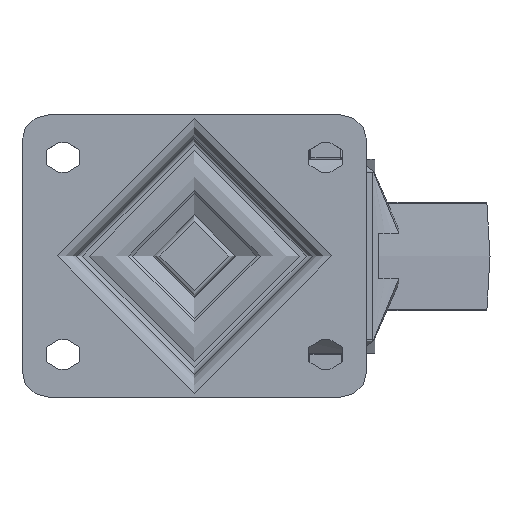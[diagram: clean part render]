
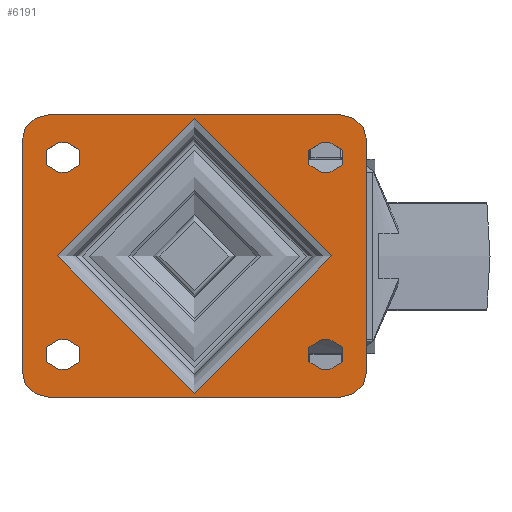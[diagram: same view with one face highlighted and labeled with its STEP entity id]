
A CAD part, top view. The second image highlights one B-rep face of the part: STEP entity #6191.
In plain terms, the highlighted planar face has unit normal (0, 0, 1).
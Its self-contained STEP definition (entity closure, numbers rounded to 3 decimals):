
#381=FACE_BOUND('',#1087,.T.);
#382=FACE_BOUND('',#1088,.T.);
#383=FACE_BOUND('',#1089,.T.);
#384=FACE_BOUND('',#1090,.T.);
#385=FACE_BOUND('',#1091,.T.);
#440=PLANE('',#6766);
#699=FACE_OUTER_BOUND('',#1086,.T.);
#1086=EDGE_LOOP('',(#4364,#4365,#4366,#4367,#4368,#4369,#4370,#4371));
#1087=EDGE_LOOP('',(#4372));
#1088=EDGE_LOOP('',(#4373,#4374,#4375,#4376));
#1089=EDGE_LOOP('',(#4377,#4378,#4379,#4380));
#1090=EDGE_LOOP('',(#4381,#4382,#4383,#4384));
#1091=EDGE_LOOP('',(#4385,#4386,#4387,#4388));
#1553=LINE('',#9300,#2022);
#1555=LINE('',#9303,#2024);
#1556=LINE('',#9304,#2025);
#1557=LINE('',#9305,#2026);
#1558=LINE('',#9306,#2027);
#1559=LINE('',#9307,#2028);
#1560=LINE('',#9308,#2029);
#1561=LINE('',#9309,#2030);
#1562=LINE('',#9310,#2031);
#1563=LINE('',#9311,#2032);
#1564=LINE('',#9312,#2033);
#1565=LINE('',#9313,#2034);
#2022=VECTOR('',#7574,1000.);
#2024=VECTOR('',#7578,1000.);
#2025=VECTOR('',#7579,1000.);
#2026=VECTOR('',#7580,1000.);
#2027=VECTOR('',#7581,1000.);
#2028=VECTOR('',#7582,1000.);
#2029=VECTOR('',#7583,1000.);
#2030=VECTOR('',#7584,1000.);
#2031=VECTOR('',#7585,1000.);
#2032=VECTOR('',#7586,1000.);
#2033=VECTOR('',#7587,1000.);
#2034=VECTOR('',#7588,1000.);
#2435=CIRCLE('',#6668,4.5);
#2436=CIRCLE('',#6670,4.5);
#2439=CIRCLE('',#6674,4.5);
#2440=CIRCLE('',#6676,4.5);
#2443=CIRCLE('',#6680,4.5);
#2444=CIRCLE('',#6682,4.5);
#2447=CIRCLE('',#6686,4.5);
#2448=CIRCLE('',#6688,4.5);
#2450=CIRCLE('',#6691,41.75);
#2463=CIRCLE('',#6711,8.);
#2465=CIRCLE('',#6714,8.);
#2467=CIRCLE('',#6717,8.);
#2469=CIRCLE('',#6720,8.);
#2667=VERTEX_POINT('',#9031);
#2668=VERTEX_POINT('',#9033);
#2669=VERTEX_POINT('',#9037);
#2670=VERTEX_POINT('',#9038);
#2675=VERTEX_POINT('',#9049);
#2676=VERTEX_POINT('',#9051);
#2677=VERTEX_POINT('',#9055);
#2678=VERTEX_POINT('',#9056);
#2683=VERTEX_POINT('',#9067);
#2684=VERTEX_POINT('',#9069);
#2685=VERTEX_POINT('',#9073);
#2686=VERTEX_POINT('',#9074);
#2691=VERTEX_POINT('',#9085);
#2692=VERTEX_POINT('',#9087);
#2693=VERTEX_POINT('',#9091);
#2694=VERTEX_POINT('',#9092);
#2697=VERTEX_POINT('',#9100);
#2706=VERTEX_POINT('',#9132);
#2707=VERTEX_POINT('',#9133);
#2710=VERTEX_POINT('',#9141);
#2711=VERTEX_POINT('',#9142);
#2714=VERTEX_POINT('',#9150);
#2715=VERTEX_POINT('',#9151);
#2718=VERTEX_POINT('',#9159);
#2719=VERTEX_POINT('',#9160);
#3259=EDGE_CURVE('',#2668,#2667,#2435,.T.);
#3261=EDGE_CURVE('',#2669,#2670,#2436,.T.);
#3267=EDGE_CURVE('',#2676,#2675,#2439,.T.);
#3269=EDGE_CURVE('',#2677,#2678,#2440,.T.);
#3275=EDGE_CURVE('',#2684,#2683,#2443,.T.);
#3277=EDGE_CURVE('',#2685,#2686,#2444,.T.);
#3283=EDGE_CURVE('',#2692,#2691,#2447,.T.);
#3285=EDGE_CURVE('',#2693,#2694,#2448,.T.);
#3289=EDGE_CURVE('',#2697,#2697,#2450,.T.);
#3305=EDGE_CURVE('',#2706,#2707,#2463,.T.);
#3309=EDGE_CURVE('',#2710,#2711,#2465,.T.);
#3313=EDGE_CURVE('',#2714,#2715,#2467,.T.);
#3317=EDGE_CURVE('',#2718,#2719,#2469,.T.);
#3389=EDGE_CURVE('',#2719,#2706,#1553,.T.);
#3391=EDGE_CURVE('',#2715,#2718,#1555,.T.);
#3392=EDGE_CURVE('',#2711,#2714,#1556,.T.);
#3393=EDGE_CURVE('',#2707,#2710,#1557,.T.);
#3394=EDGE_CURVE('',#2667,#2669,#1558,.T.);
#3395=EDGE_CURVE('',#2670,#2668,#1559,.T.);
#3396=EDGE_CURVE('',#2675,#2677,#1560,.T.);
#3397=EDGE_CURVE('',#2678,#2676,#1561,.T.);
#3398=EDGE_CURVE('',#2683,#2685,#1562,.T.);
#3399=EDGE_CURVE('',#2686,#2684,#1563,.T.);
#3400=EDGE_CURVE('',#2691,#2693,#1564,.T.);
#3401=EDGE_CURVE('',#2694,#2692,#1565,.T.);
#4364=ORIENTED_EDGE('',*,*,#3317,.F.);
#4365=ORIENTED_EDGE('',*,*,#3391,.F.);
#4366=ORIENTED_EDGE('',*,*,#3313,.F.);
#4367=ORIENTED_EDGE('',*,*,#3392,.F.);
#4368=ORIENTED_EDGE('',*,*,#3309,.F.);
#4369=ORIENTED_EDGE('',*,*,#3393,.F.);
#4370=ORIENTED_EDGE('',*,*,#3305,.F.);
#4371=ORIENTED_EDGE('',*,*,#3389,.F.);
#4372=ORIENTED_EDGE('',*,*,#3289,.F.);
#4373=ORIENTED_EDGE('',*,*,#3394,.T.);
#4374=ORIENTED_EDGE('',*,*,#3261,.T.);
#4375=ORIENTED_EDGE('',*,*,#3395,.T.);
#4376=ORIENTED_EDGE('',*,*,#3259,.T.);
#4377=ORIENTED_EDGE('',*,*,#3396,.T.);
#4378=ORIENTED_EDGE('',*,*,#3269,.T.);
#4379=ORIENTED_EDGE('',*,*,#3397,.T.);
#4380=ORIENTED_EDGE('',*,*,#3267,.T.);
#4381=ORIENTED_EDGE('',*,*,#3398,.T.);
#4382=ORIENTED_EDGE('',*,*,#3277,.T.);
#4383=ORIENTED_EDGE('',*,*,#3399,.T.);
#4384=ORIENTED_EDGE('',*,*,#3275,.T.);
#4385=ORIENTED_EDGE('',*,*,#3400,.T.);
#4386=ORIENTED_EDGE('',*,*,#3285,.T.);
#4387=ORIENTED_EDGE('',*,*,#3401,.T.);
#4388=ORIENTED_EDGE('',*,*,#3283,.T.);
#6191=ADVANCED_FACE('',(#699,#381,#382,#383,#384,#385),#440,.T.);
#6668=AXIS2_PLACEMENT_3D('',#9034,#7316,#7317);
#6670=AXIS2_PLACEMENT_3D('',#9039,#7321,#7322);
#6674=AXIS2_PLACEMENT_3D('',#9052,#7332,#7333);
#6676=AXIS2_PLACEMENT_3D('',#9057,#7337,#7338);
#6680=AXIS2_PLACEMENT_3D('',#9070,#7348,#7349);
#6682=AXIS2_PLACEMENT_3D('',#9075,#7353,#7354);
#6686=AXIS2_PLACEMENT_3D('',#9088,#7364,#7365);
#6688=AXIS2_PLACEMENT_3D('',#9093,#7369,#7370);
#6691=AXIS2_PLACEMENT_3D('',#9101,#7377,#7378);
#6711=AXIS2_PLACEMENT_3D('',#9134,#7420,#7421);
#6714=AXIS2_PLACEMENT_3D('',#9143,#7428,#7429);
#6717=AXIS2_PLACEMENT_3D('',#9152,#7436,#7437);
#6720=AXIS2_PLACEMENT_3D('',#9161,#7444,#7445);
#6766=AXIS2_PLACEMENT_3D('',#9302,#7576,#7577);
#7316=DIRECTION('center_axis',(0.,0.,-1.));
#7317=DIRECTION('ref_axis',(-1.,0.,0.));
#7321=DIRECTION('center_axis',(0.,0.,-1.));
#7322=DIRECTION('ref_axis',(-1.,0.,0.));
#7332=DIRECTION('center_axis',(0.,0.,-1.));
#7333=DIRECTION('ref_axis',(-1.,0.,0.));
#7337=DIRECTION('center_axis',(0.,0.,-1.));
#7338=DIRECTION('ref_axis',(-1.,0.,0.));
#7348=DIRECTION('center_axis',(0.,0.,-1.));
#7349=DIRECTION('ref_axis',(1.,0.,0.));
#7353=DIRECTION('center_axis',(0.,0.,-1.));
#7354=DIRECTION('ref_axis',(1.,0.,0.));
#7364=DIRECTION('center_axis',(0.,0.,-1.));
#7365=DIRECTION('ref_axis',(1.,0.,0.));
#7369=DIRECTION('center_axis',(0.,0.,-1.));
#7370=DIRECTION('ref_axis',(1.,0.,0.));
#7377=DIRECTION('center_axis',(0.,0.,1.));
#7378=DIRECTION('ref_axis',(1.,0.,0.));
#7420=DIRECTION('center_axis',(0.,0.,-1.));
#7421=DIRECTION('ref_axis',(-0.707,0.707,0.));
#7428=DIRECTION('center_axis',(0.,0.,-1.));
#7429=DIRECTION('ref_axis',(0.707,0.707,0.));
#7436=DIRECTION('center_axis',(0.,0.,-1.));
#7437=DIRECTION('ref_axis',(0.707,-0.707,0.));
#7444=DIRECTION('center_axis',(0.,0.,-1.));
#7445=DIRECTION('ref_axis',(-0.707,-0.707,0.));
#7574=DIRECTION('',(0.,1.,0.));
#7576=DIRECTION('center_axis',(0.,0.,1.));
#7577=DIRECTION('ref_axis',(1.,0.,0.));
#7578=DIRECTION('',(-1.,0.,0.));
#7579=DIRECTION('',(0.,-1.,0.));
#7580=DIRECTION('',(1.,0.,0.));
#7581=DIRECTION('',(-1.,0.,0.));
#7582=DIRECTION('',(1.,0.,0.));
#7583=DIRECTION('',(-1.,0.,0.));
#7584=DIRECTION('',(1.,0.,0.));
#7585=DIRECTION('',(1.,0.,0.));
#7586=DIRECTION('',(-1.,0.,0.));
#7587=DIRECTION('',(1.,0.,0.));
#7588=DIRECTION('',(-1.,0.,0.));
#9031=CARTESIAN_POINT('',(41.25,-34.5,0.));
#9033=CARTESIAN_POINT('',(41.25,-25.5,0.));
#9034=CARTESIAN_POINT('Origin',(41.25,-30.,0.));
#9037=CARTESIAN_POINT('',(38.75,-34.5,0.));
#9038=CARTESIAN_POINT('',(38.75,-25.5,0.));
#9039=CARTESIAN_POINT('Origin',(38.75,-30.,0.));
#9049=CARTESIAN_POINT('',(41.25,25.5,0.));
#9051=CARTESIAN_POINT('',(41.25,34.5,0.));
#9052=CARTESIAN_POINT('Origin',(41.25,30.,0.));
#9055=CARTESIAN_POINT('',(38.75,25.5,0.));
#9056=CARTESIAN_POINT('',(38.75,34.5,0.));
#9057=CARTESIAN_POINT('Origin',(38.75,30.,0.));
#9067=CARTESIAN_POINT('',(-41.25,-25.5,0.));
#9069=CARTESIAN_POINT('',(-41.25,-34.5,0.));
#9070=CARTESIAN_POINT('Origin',(-41.25,-30.,0.));
#9073=CARTESIAN_POINT('',(-38.75,-25.5,0.));
#9074=CARTESIAN_POINT('',(-38.75,-34.5,0.));
#9075=CARTESIAN_POINT('Origin',(-38.75,-30.,0.));
#9085=CARTESIAN_POINT('',(-41.25,34.5,0.));
#9087=CARTESIAN_POINT('',(-41.25,25.5,0.));
#9088=CARTESIAN_POINT('Origin',(-41.25,30.,0.));
#9091=CARTESIAN_POINT('',(-38.75,34.5,0.));
#9092=CARTESIAN_POINT('',(-38.75,25.5,0.));
#9093=CARTESIAN_POINT('Origin',(-38.75,30.,0.));
#9100=CARTESIAN_POINT('',(41.75,0.,0.));
#9101=CARTESIAN_POINT('Origin',(0.,0.,0.));
#9132=CARTESIAN_POINT('',(-52.5,35.,0.));
#9133=CARTESIAN_POINT('',(-44.5,43.,0.));
#9134=CARTESIAN_POINT('Origin',(-44.5,35.,0.));
#9141=CARTESIAN_POINT('',(44.5,43.,0.));
#9142=CARTESIAN_POINT('',(52.5,35.,0.));
#9143=CARTESIAN_POINT('Origin',(44.5,35.,0.));
#9150=CARTESIAN_POINT('',(52.5,-35.,0.));
#9151=CARTESIAN_POINT('',(44.5,-43.,0.));
#9152=CARTESIAN_POINT('Origin',(44.5,-35.,0.));
#9159=CARTESIAN_POINT('',(-44.5,-43.,0.));
#9160=CARTESIAN_POINT('',(-52.5,-35.,0.));
#9161=CARTESIAN_POINT('Origin',(-44.5,-35.,0.));
#9300=CARTESIAN_POINT('',(-52.5,-43.,0.));
#9302=CARTESIAN_POINT('Origin',(0.,0.,0.));
#9303=CARTESIAN_POINT('',(52.5,-43.,0.));
#9304=CARTESIAN_POINT('',(52.5,43.,0.));
#9305=CARTESIAN_POINT('',(-52.5,43.,0.));
#9306=CARTESIAN_POINT('',(41.25,-34.5,0.));
#9307=CARTESIAN_POINT('',(41.25,-25.5,0.));
#9308=CARTESIAN_POINT('',(41.25,25.5,0.));
#9309=CARTESIAN_POINT('',(41.25,34.5,0.));
#9310=CARTESIAN_POINT('',(-41.25,-25.5,0.));
#9311=CARTESIAN_POINT('',(-41.25,-34.5,0.));
#9312=CARTESIAN_POINT('',(-41.25,34.5,0.));
#9313=CARTESIAN_POINT('',(-41.25,25.5,0.));
